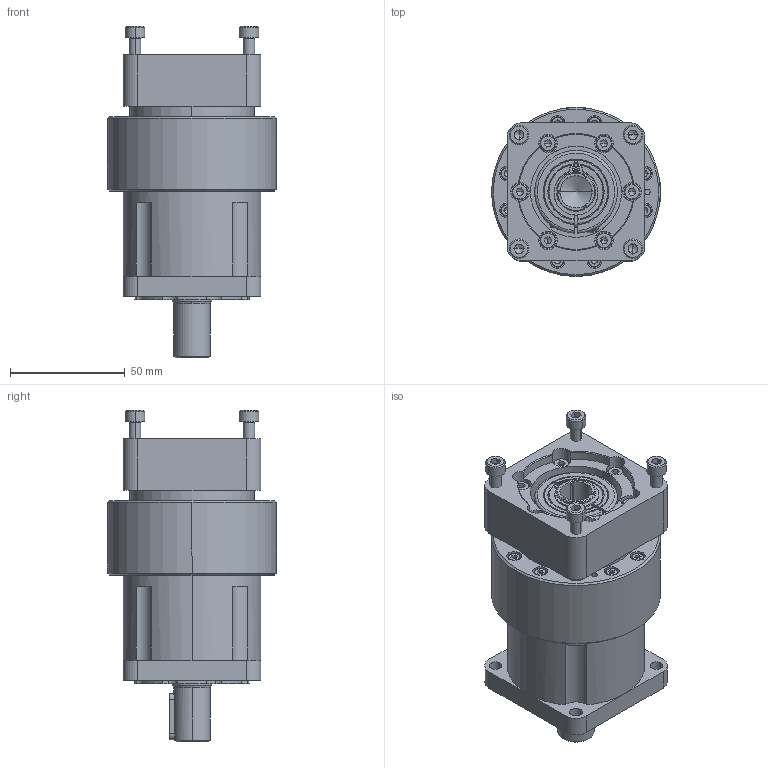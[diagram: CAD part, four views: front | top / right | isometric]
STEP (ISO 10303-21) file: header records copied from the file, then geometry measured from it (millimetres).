
FILE_DESCRIPTION (( 'STEP AP203' ), '1' );
FILE_NAME ('HPGA073-80A2.step', '2021-03-30T17:10:42', ( '' ), ( '' ), 'SwSTEP 2.0', 'SolidWorks 2021', '' );
FILE_SCHEMA (( 'CONFIG_CONTROL_DESIGN' ));
Length unit declared in the file: inch
Products named in the file (1): HPGA073-80A2
Bounding box: 73.48 x 73.48 x 144.31 mm (x, y, z)
Volume: 347157.7 mm3; surface area: 59293.8 mm2
Topology: 5 solids, 57 shells, 1442 faces, 3601 edges, 2252 vertices
Faces by surface type: plane 634, cylinder 455, cone 272, bspline 81
Entity records: 48224 total; most frequent: CARTESIAN_POINT 13586, DIRECTION 7521, ORIENTED_EDGE 7046, EDGE_CURVE 3523, AXIS2_PLACEMENT_3D 2934, VERTEX_POINT 2252, VECTOR 1653, LINE 1653
